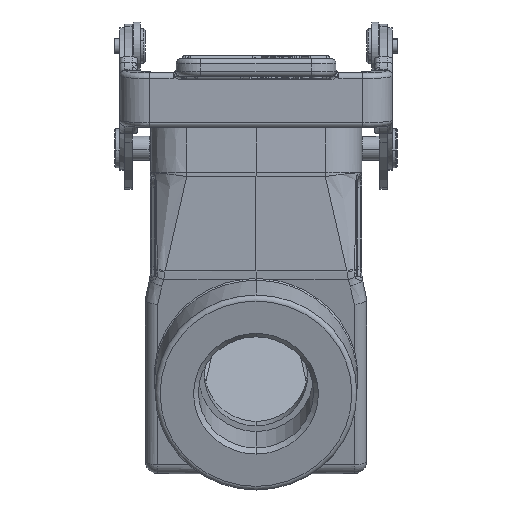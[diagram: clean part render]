
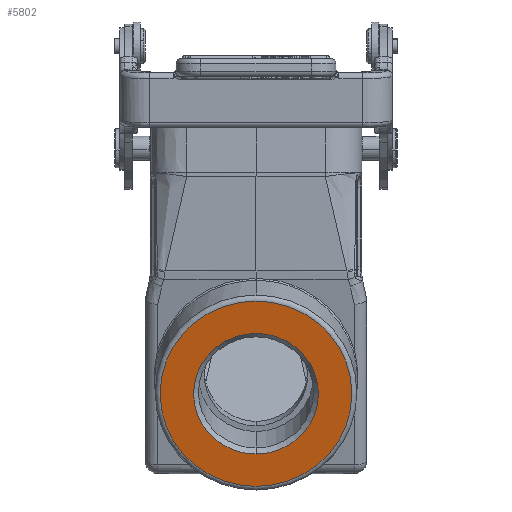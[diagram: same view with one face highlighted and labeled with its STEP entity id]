
A CAD part, left-side view. The second image highlights one B-rep face of the part: STEP entity #5802.
In plain terms, the highlighted planar face has unit normal (-0.966, 0, -0.259).
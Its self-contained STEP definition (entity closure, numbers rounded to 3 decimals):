
#5802=ADVANCED_FACE('',(#7209,#7210),#6751,.T.);
#6751=PLANE('',#34986);
#7209=FACE_BOUND('',#9055,.T.);
#7210=FACE_BOUND('',#9056,.T.);
#9055=EDGE_LOOP('',(#22433));
#9056=EDGE_LOOP('',(#22434,#22435));
#22433=ORIENTED_EDGE('',*,*,#30867,.T.);
#22434=ORIENTED_EDGE('',*,*,#27920,.T.);
#22435=ORIENTED_EDGE('',*,*,#27918,.T.);
#24445=VERTEX_POINT('',#48786);
#24446=VERTEX_POINT('',#48788);
#26313=VERTEX_POINT('',#62476);
#27918=EDGE_CURVE('',#24445,#24446,#31689,.T.);
#27920=EDGE_CURVE('',#24446,#24445,#31691,.T.);
#30867=EDGE_CURVE('',#26313,#26313,#32379,.T.);
#31689=CIRCLE('',#33238,12.7);
#31691=CIRCLE('',#33241,12.7);
#32379=CIRCLE('',#34985,19.5);
#33238=AXIS2_PLACEMENT_3D('',#48789,#37516,#37517);
#33241=AXIS2_PLACEMENT_3D('',#48792,#37522,#37523);
#34985=AXIS2_PLACEMENT_3D('',#62475,#42459,#42460);
#34986=AXIS2_PLACEMENT_3D('',#62477,#42461,#42462);
#37516=DIRECTION('',(0.966,0.,0.259));
#37517=DIRECTION('',(-0.259,0.,0.966));
#37522=DIRECTION('',(0.966,0.,0.259));
#37523=DIRECTION('',(0.259,0.,-0.966));
#42459=DIRECTION('',(-0.966,0.,-0.259));
#42460=DIRECTION('',(-0.259,0.,0.966));
#42461=DIRECTION('',(-0.966,0.,-0.259));
#42462=DIRECTION('',(0.259,0.,-0.966));
#48786=CARTESIAN_POINT('',(-44.943,0.,-43.319));
#48788=CARTESIAN_POINT('',(-38.369,0.,-67.853));
#48789=CARTESIAN_POINT('',(-41.656,0.,-55.586));
#48792=CARTESIAN_POINT('',(-41.656,0.,-55.586));
#62475=CARTESIAN_POINT('',(-41.656,0.,-55.586));
#62476=CARTESIAN_POINT('',(-46.703,0.,-36.75));
#62477=CARTESIAN_POINT('',(-50.462,0.,-22.721));
